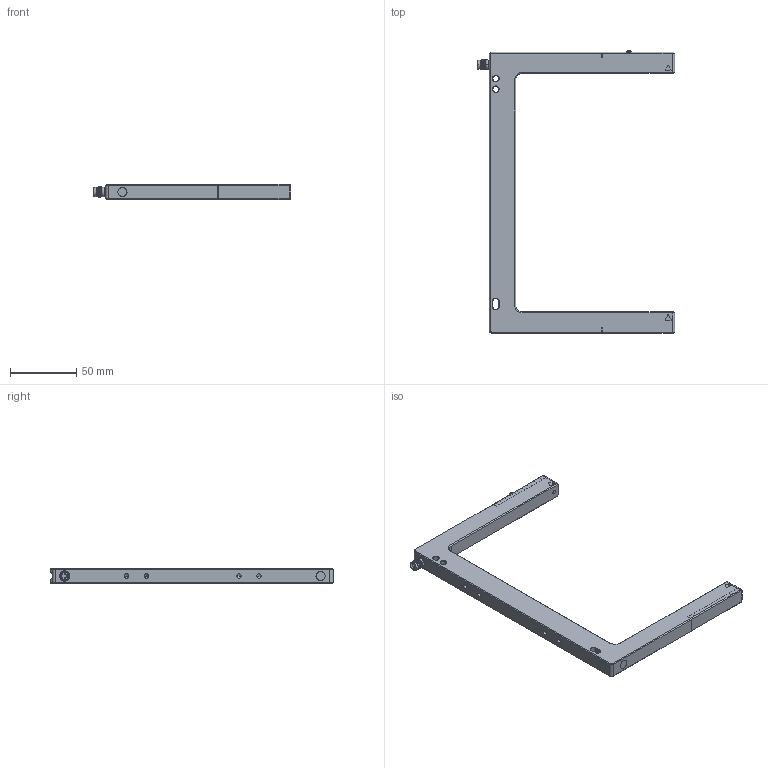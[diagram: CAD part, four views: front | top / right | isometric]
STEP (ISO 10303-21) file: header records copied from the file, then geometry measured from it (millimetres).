
FILE_DESCRIPTION((''),'2;1');
FILE_NAME('137659_SW','2007-12-26T',('banengservice'),('BANNER ENGINEERING'),'PRO/ENGINEER BY PARAMETRIC TECHNOLOGY CORPORATION, 2006170','PRO/ENGINEER BY PARAMETRIC TECHNOLOGY CORPORATION, 2006170','');
FILE_SCHEMA(('CONFIG_CONTROL_DESIGN'));
Length unit declared in the file: inch
Products named in the file (1): 137659_SW
Bounding box: 148.99 x 213 x 12 mm (x, y, z)
Volume: 78532.8 mm3; surface area: 44489.7 mm2
Topology: 2 solids, 2 shells, 1071 faces, 2814 edges, 1777 vertices
Faces by surface type: plane 569, cylinder 332, cone 124, torus 32, bspline 14
Entity records: 38506 total; most frequent: CARTESIAN_POINT 11926, ORIENTED_EDGE 5604, DIRECTION 5465, EDGE_CURVE 2802, AXIS2_PLACEMENT_3D 1837, VECTOR 1791, LINE 1791, VERTEX_POINT 1777
